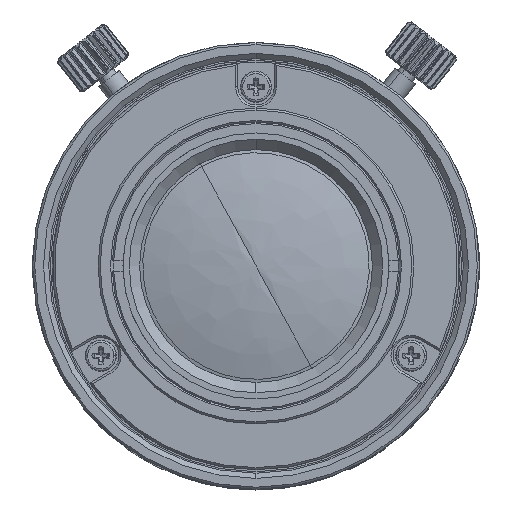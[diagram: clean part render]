
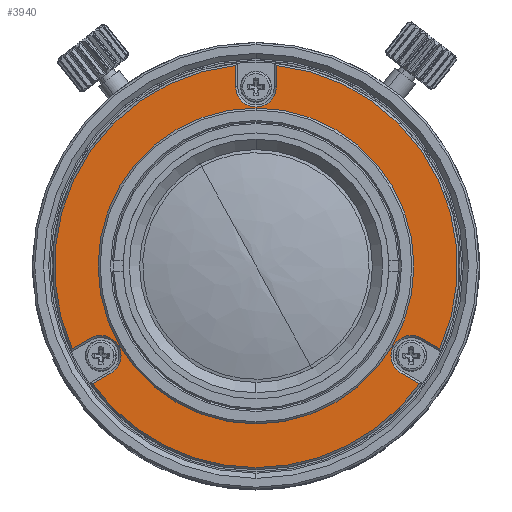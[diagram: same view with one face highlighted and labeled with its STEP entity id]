
A CAD part, top view. The second image highlights one B-rep face of the part: STEP entity #3940.
In plain terms, the highlighted planar face has unit normal (0, 0, 1).
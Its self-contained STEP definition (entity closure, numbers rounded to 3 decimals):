
#3067=CARTESIAN_POINT('Vertex',(0.,15.2,78.418)) ;
#3072=CARTESIAN_POINT('Axis2P3D Location',(0.,0.,78.418)) ;
#3076=CARTESIAN_POINT('Vertex',(0.,-15.2,78.418)) ;
#3098=CARTESIAN_POINT('Axis2P3D Location',(0.,0.,78.418)) ;
#3538=CARTESIAN_POINT('Vertex',(1.95,17.25,78.418)) ;
#3545=CARTESIAN_POINT('Vertex',(-1.95,17.25,78.418)) ;
#3548=CARTESIAN_POINT('Axis2P3D Location',(0.,17.25,78.418)) ;
#3565=CARTESIAN_POINT('Line Origine',(-1.95,-0.04,78.418)) ;
#3569=CARTESIAN_POINT('Vertex',(-1.95,19.302,78.418)) ;
#3595=CARTESIAN_POINT('Vertex',(1.95,19.302,78.418)) ;
#3598=CARTESIAN_POINT('Line Origine',(1.95,-0.04,78.418)) ;
#3685=CARTESIAN_POINT('Vertex',(-17.691,-7.962,78.418)) ;
#3688=CARTESIAN_POINT('Axis2P3D Location',(0.,0.,78.418)) ;
#3709=CARTESIAN_POINT('Vertex',(-15.914,-6.936,78.418)) ;
#3716=CARTESIAN_POINT('Vertex',(-13.964,-10.314,78.418)) ;
#3719=CARTESIAN_POINT('Axis2P3D Location',(-14.939,-8.625,78.418)) ;
#3736=CARTESIAN_POINT('Line Origine',(0.,-2.252,78.418)) ;
#3740=CARTESIAN_POINT('Vertex',(-15.741,-11.34,78.418)) ;
#3761=CARTESIAN_POINT('Line Origine',(0.,2.252,78.418)) ;
#3848=CARTESIAN_POINT('Vertex',(17.691,-7.962,78.418)) ;
#3851=CARTESIAN_POINT('Axis2P3D Location',(0.,0.,78.418)) ;
#3873=CARTESIAN_POINT('Vertex',(15.741,-11.34,78.418)) ;
#3876=CARTESIAN_POINT('Axis2P3D Location',(0.,0.,78.418)) ;
#3880=CARTESIAN_POINT('Vertex',(0.,-19.4,78.418)) ;
#3883=CARTESIAN_POINT('Axis2P3D Location',(0.,0.,78.418)) ;
#3897=CARTESIAN_POINT('Axis2P3D Location',(0.,15.2,78.418)) ;
#3902=CARTESIAN_POINT('Line Origine',(14.852,-10.827,78.418)) ;
#3906=CARTESIAN_POINT('Vertex',(13.964,-10.314,78.418)) ;
#3909=CARTESIAN_POINT('Axis2P3D Location',(14.939,-8.625,78.418)) ;
#3913=CARTESIAN_POINT('Vertex',(15.914,-6.936,78.418)) ;
#3916=CARTESIAN_POINT('Line Origine',(16.802,-7.449,78.418)) ;
#3073=DIRECTION('Axis2P3D Direction',(0.,0.,1.)) ;
#3099=DIRECTION('Axis2P3D Direction',(0.,0.,1.)) ;
#3549=DIRECTION('Axis2P3D Direction',(0.,0.,1.)) ;
#3566=DIRECTION('Vector Direction',(0.,1.,0.)) ;
#3599=DIRECTION('Vector Direction',(0.,1.,0.)) ;
#3689=DIRECTION('Axis2P3D Direction',(0.,0.,1.)) ;
#3720=DIRECTION('Axis2P3D Direction',(0.,0.,1.)) ;
#3737=DIRECTION('Vector Direction',(-0.866,-0.5,0.)) ;
#3762=DIRECTION('Vector Direction',(-0.866,-0.5,0.)) ;
#3852=DIRECTION('Axis2P3D Direction',(0.,0.,1.)) ;
#3877=DIRECTION('Axis2P3D Direction',(0.,0.,1.)) ;
#3884=DIRECTION('Axis2P3D Direction',(0.,0.,1.)) ;
#3898=DIRECTION('Axis2P3D Direction',(0.,0.,1.)) ;
#3899=DIRECTION('Axis2P3D XDirection',(1.,0.,0.)) ;
#3903=DIRECTION('Vector Direction',(0.866,-0.5,0.)) ;
#3910=DIRECTION('Axis2P3D Direction',(0.,0.,1.)) ;
#3917=DIRECTION('Vector Direction',(0.866,-0.5,0.)) ;
#3074=AXIS2_PLACEMENT_3D('Circle Axis2P3D',#3072,#3073,$) ;
#3100=AXIS2_PLACEMENT_3D('Circle Axis2P3D',#3098,#3099,$) ;
#3550=AXIS2_PLACEMENT_3D('Circle Axis2P3D',#3548,#3549,$) ;
#3690=AXIS2_PLACEMENT_3D('Circle Axis2P3D',#3688,#3689,$) ;
#3721=AXIS2_PLACEMENT_3D('Circle Axis2P3D',#3719,#3720,$) ;
#3853=AXIS2_PLACEMENT_3D('Circle Axis2P3D',#3851,#3852,$) ;
#3878=AXIS2_PLACEMENT_3D('Circle Axis2P3D',#3876,#3877,$) ;
#3885=AXIS2_PLACEMENT_3D('Circle Axis2P3D',#3883,#3884,$) ;
#3900=AXIS2_PLACEMENT_3D('Plane Axis2P3D',#3897,#3898,#3899) ;
#3911=AXIS2_PLACEMENT_3D('Circle Axis2P3D',#3909,#3910,$) ;
#3922=ORIENTED_EDGE('',*,*,#3855,.T.) ;
#3923=ORIENTED_EDGE('',*,*,#3602,.T.) ;
#3924=ORIENTED_EDGE('',*,*,#3552,.T.) ;
#3925=ORIENTED_EDGE('',*,*,#3571,.T.) ;
#3926=ORIENTED_EDGE('',*,*,#3692,.T.) ;
#3927=ORIENTED_EDGE('',*,*,#3765,.T.) ;
#3928=ORIENTED_EDGE('',*,*,#3723,.T.) ;
#3929=ORIENTED_EDGE('',*,*,#3742,.T.) ;
#3930=ORIENTED_EDGE('',*,*,#3887,.T.) ;
#3931=ORIENTED_EDGE('',*,*,#3882,.T.) ;
#3932=ORIENTED_EDGE('',*,*,#3908,.F.) ;
#3933=ORIENTED_EDGE('',*,*,#3915,.F.) ;
#3934=ORIENTED_EDGE('',*,*,#3920,.F.) ;
#3937=ORIENTED_EDGE('',*,*,#3078,.F.) ;
#3938=ORIENTED_EDGE('',*,*,#3102,.F.) ;
#3939=FACE_BOUND('',#3936,.T.) ;
#3567=VECTOR('Line Direction',#3566,1.) ;
#3600=VECTOR('Line Direction',#3599,1.) ;
#3738=VECTOR('Line Direction',#3737,1.) ;
#3763=VECTOR('Line Direction',#3762,1.) ;
#3904=VECTOR('Line Direction',#3903,1.) ;
#3918=VECTOR('Line Direction',#3917,1.) ;
#3940=ADVANCED_FACE('\X2\FF8EFF9EFF83FF9EFF68FF70\X0\.65',(#3935,#3939),#3901,.T.) ;
#3075=CIRCLE('generated circle',#3074,15.2) ;
#3101=CIRCLE('generated circle',#3100,15.2) ;
#3551=CIRCLE('generated circle',#3550,1.95) ;
#3691=CIRCLE('generated circle',#3690,19.4) ;
#3722=CIRCLE('generated circle',#3721,1.95) ;
#3854=CIRCLE('generated circle',#3853,19.4) ;
#3879=CIRCLE('generated circle',#3878,19.4) ;
#3886=CIRCLE('generated circle',#3885,19.4) ;
#3912=CIRCLE('generated circle',#3911,1.95) ;
#3078=EDGE_CURVE('',#3068,#3077,#3075,.T.) ;
#3102=EDGE_CURVE('',#3077,#3068,#3101,.T.) ;
#3552=EDGE_CURVE('',#3539,#3546,#3551,.F.) ;
#3571=EDGE_CURVE('',#3546,#3570,#3568,.T.) ;
#3602=EDGE_CURVE('',#3596,#3539,#3601,.F.) ;
#3692=EDGE_CURVE('',#3570,#3686,#3691,.T.) ;
#3723=EDGE_CURVE('',#3710,#3717,#3722,.F.) ;
#3742=EDGE_CURVE('',#3717,#3741,#3739,.T.) ;
#3765=EDGE_CURVE('',#3686,#3710,#3764,.F.) ;
#3855=EDGE_CURVE('',#3849,#3596,#3854,.T.) ;
#3882=EDGE_CURVE('',#3881,#3874,#3879,.T.) ;
#3887=EDGE_CURVE('',#3741,#3881,#3886,.T.) ;
#3908=EDGE_CURVE('',#3907,#3874,#3905,.T.) ;
#3915=EDGE_CURVE('',#3914,#3907,#3912,.T.) ;
#3920=EDGE_CURVE('',#3849,#3914,#3919,.F.) ;
#3921=EDGE_LOOP('',(#3922,#3923,#3924,#3925,#3926,#3927,#3928,#3929,#3930,#3931,#3932,#3933,#3934)) ;
#3936=EDGE_LOOP('',(#3937,#3938)) ;
#3935=FACE_OUTER_BOUND('',#3921,.T.) ;
#3568=LINE('Line',#3565,#3567) ;
#3601=LINE('Line',#3598,#3600) ;
#3739=LINE('Line',#3736,#3738) ;
#3764=LINE('Line',#3761,#3763) ;
#3905=LINE('Line',#3902,#3904) ;
#3919=LINE('Line',#3916,#3918) ;
#3901=PLANE('',#3900) ;
#3068=VERTEX_POINT('',#3067) ;
#3077=VERTEX_POINT('',#3076) ;
#3539=VERTEX_POINT('',#3538) ;
#3546=VERTEX_POINT('',#3545) ;
#3570=VERTEX_POINT('',#3569) ;
#3596=VERTEX_POINT('',#3595) ;
#3686=VERTEX_POINT('',#3685) ;
#3710=VERTEX_POINT('',#3709) ;
#3717=VERTEX_POINT('',#3716) ;
#3741=VERTEX_POINT('',#3740) ;
#3849=VERTEX_POINT('',#3848) ;
#3874=VERTEX_POINT('',#3873) ;
#3881=VERTEX_POINT('',#3880) ;
#3907=VERTEX_POINT('',#3906) ;
#3914=VERTEX_POINT('',#3913) ;
